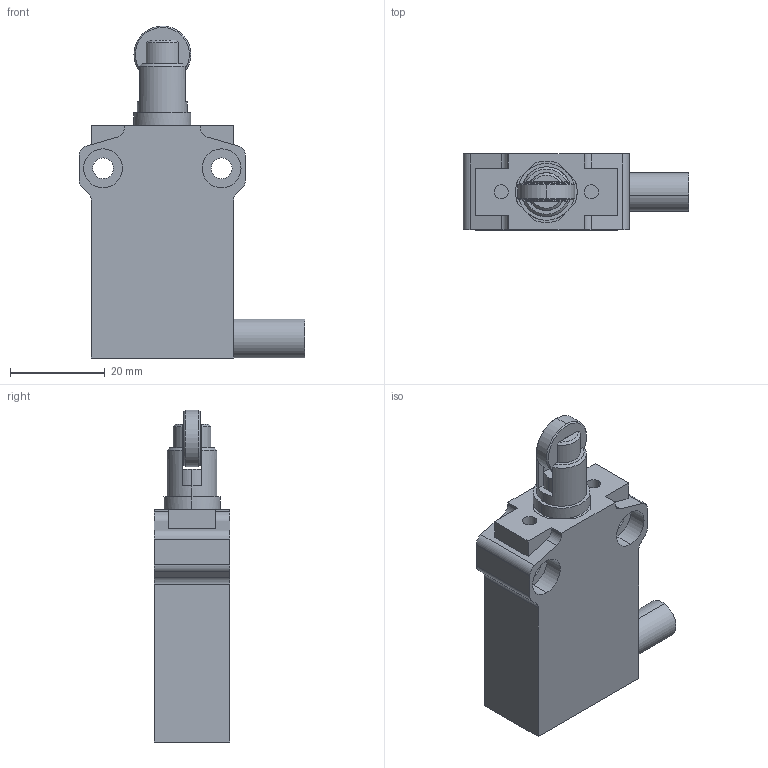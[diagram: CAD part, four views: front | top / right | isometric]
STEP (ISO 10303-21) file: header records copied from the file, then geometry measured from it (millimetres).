
FILE_DESCRIPTION (( 'STEP AP214' ), '1' );
FILE_NAME ('AEM2G1201Z11-3R.step', '2017-12-19T21:20:34', ( '' ), ( '' ), 'SwSTEP 2.0', 'SolidWorks 2017', '' );
FILE_SCHEMA (( 'AUTOMOTIVE_DESIGN' ));
Length unit declared in the file: inch
Products named in the file (1): AEM2G1201Z11-3R
Bounding box: 47.5 x 16 x 70 mm (x, y, z)
Volume: 24844.7 mm3; surface area: 9060.5 mm2
Topology: 5 solids, 5 shells, 129 faces, 319 edges, 210 vertices
Faces by surface type: plane 64, cylinder 52, cone 13
Entity records: 5648 total; most frequent: CARTESIAN_POINT 707, DIRECTION 697, ORIENTED_EDGE 638, EDGE_CURVE 319, AXIS2_PLACEMENT_3D 264, VERTEX_POINT 210, LINE 169, VECTOR 169
